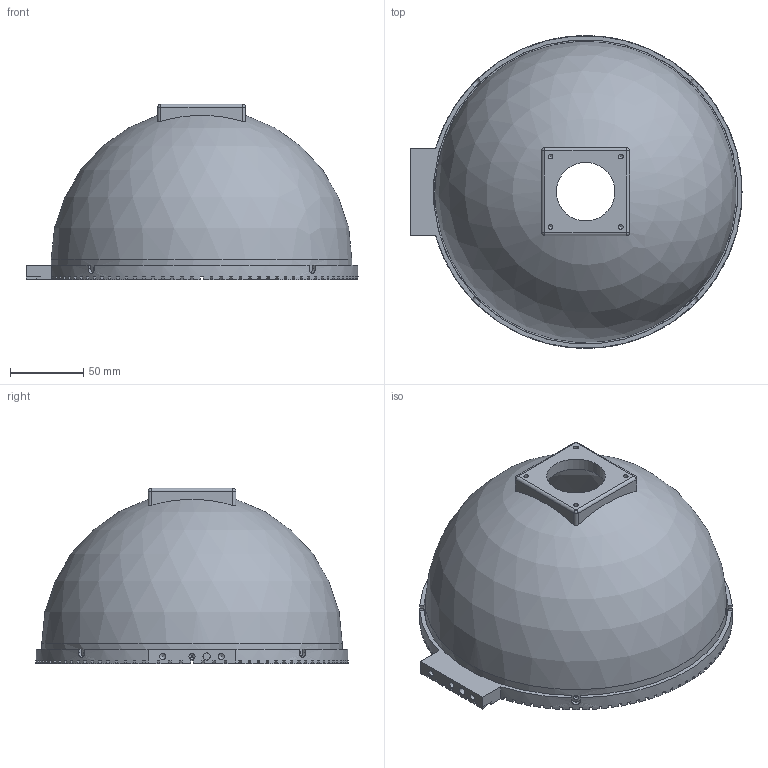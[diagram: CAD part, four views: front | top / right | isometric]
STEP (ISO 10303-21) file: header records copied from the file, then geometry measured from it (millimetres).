
FILE_DESCRIPTION(/* description */ (''),/* implementation_level */ '2;1');
FILE_NAME(/* name */ 'MTS-0099699_A_1-KUPOLA_DL-160X.stp',/* time_stamp */ '2022-10-06T13:48:51+02:00',/* author */ (''),/* organization */ (''),/* preprocessor_version */ 'ST-DEVELOPER v16.7',/* originating_system */ 'SIEMENS PLM Software NX 1942',/* authorisation */ '');
FILE_SCHEMA (('AUTOMOTIVE_DESIGN { 1 0 10303 214 3 1 1 1 }'));
Length unit declared in the file: millimetre
Products named in the file (1): MTS-0099699_A_1-KUPOLA_DL-160X
Bounding box: 226.8 x 213.6 x 120 mm (x, y, z)
Volume: 380186.3 mm3; surface area: 237663 mm2
Topology: 266 solids, 266 shells, 6391 faces, 16553 edges, 10352 vertices
Faces by surface type: plane 4828, cylinder 1003, bspline 540, cone 14, sphere 6
Full cylindrical faces by diameter (mm): 1 x54, 2.013 x3, 2.459 x4, 2.7 x6, 3.242 x4, 3.5 x7, 4.134 x3, 5 x1, 40 x1, 160 x1, 166 x1, 168 x1, 169 x1, 199.6 x1, 205.6 x1, 208 x1
Entity records: 224958 total; most frequent: CARTESIAN_POINT 55150, ORIENTED_EDGE 32808, DIRECTION 28493, EDGE_CURVE 16404, LINE 12909, VECTOR 12909, VERTEX_POINT 10322, AXIS2_PLACEMENT_3D 7792
